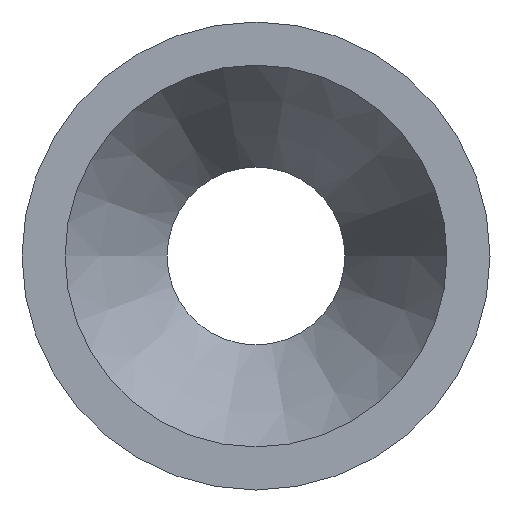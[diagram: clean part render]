
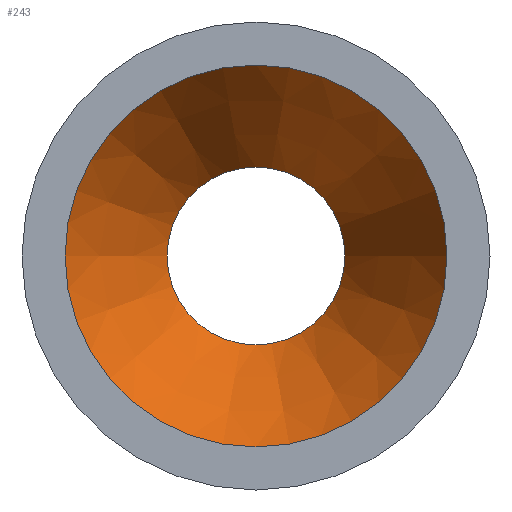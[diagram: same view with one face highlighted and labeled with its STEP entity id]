
A CAD part, left-side view. The second image highlights one B-rep face of the part: STEP entity #243.
In plain terms, the highlighted conical face has half-angle 29.842 degrees and reference radius 20.4 mm.
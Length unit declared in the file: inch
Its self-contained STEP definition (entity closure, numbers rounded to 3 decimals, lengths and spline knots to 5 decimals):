
#9 = DIRECTION ( 'NONE',  ( 0., 1., 0. ) ) ;
#12 = CARTESIAN_POINT ( 'NONE',  ( 2.91339, 0., 0. ) ) ;
#16 = EDGE_LOOP ( 'NONE', ( #252 ) ) ;
#22 = DIRECTION ( 'NONE',  ( -1., 0., 0. ) ) ;
#24 = DIRECTION ( 'NONE',  ( 0., 1., 0. ) ) ;
#32 = AXIS2_PLACEMENT_3D ( 'NONE', #153, #184, #9 ) ;
#34 = DIRECTION ( 'NONE',  ( -1., 0., 0. ) ) ;
#43 = AXIS2_PLACEMENT_3D ( 'NONE', #104, #34, #161 ) ;
#69 = EDGE_LOOP ( 'NONE', ( #77 ) ) ;
#70 = AXIS2_PLACEMENT_3D ( 'NONE', #12, #22, #24 ) ;
#77 = ORIENTED_EDGE ( 'NONE', *, *, #208, .T. ) ;
#90 = FACE_BOUND ( 'NONE', #16, .T. ) ;
#96 = CONICAL_SURFACE ( 'NONE', #43, 0.80315, 0.521 ) ;
#104 = CARTESIAN_POINT ( 'NONE',  ( 2.16535, 0., 0. ) ) ;
#126 = FACE_OUTER_BOUND ( 'NONE', #69, .T. ) ;
#151 = CIRCLE ( 'NONE', #32, 0.80315 ) ;
#153 = CARTESIAN_POINT ( 'NONE',  ( 2.16535, 0., 0. ) ) ;
#161 = DIRECTION ( 'NONE',  ( 0., 0., 1. ) ) ;
#167 = EDGE_CURVE ( 'NONE', #170, #170, #200, .T. ) ;
#170 = VERTEX_POINT ( 'NONE', #191 ) ;
#184 = DIRECTION ( 'NONE',  ( -1., 0., 0. ) ) ;
#187 = VERTEX_POINT ( 'NONE', #244 ) ;
#191 = CARTESIAN_POINT ( 'NONE',  ( 2.91339, 0.37402, 0. ) ) ;
#200 = CIRCLE ( 'NONE', #70, 0.37402 ) ;
#208 = EDGE_CURVE ( 'NONE', #187, #187, #151, .T. ) ;
#243 = ADVANCED_FACE ( 'NONE', ( #90, #126 ), #96, .F. ) ;
#244 = CARTESIAN_POINT ( 'NONE',  ( 2.16535, 0.80315, 0. ) ) ;
#252 = ORIENTED_EDGE ( 'NONE', *, *, #167, .F. ) ;
